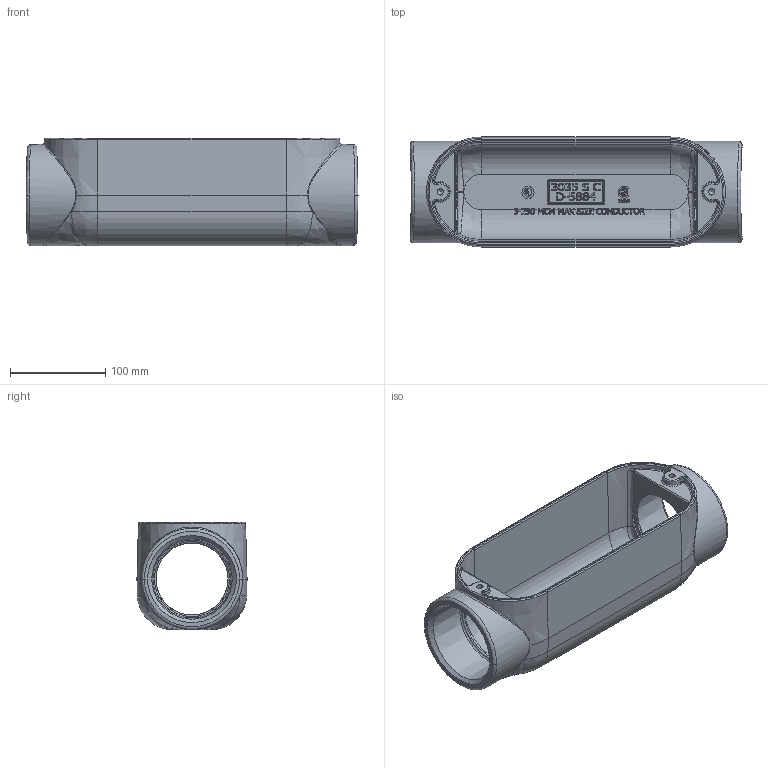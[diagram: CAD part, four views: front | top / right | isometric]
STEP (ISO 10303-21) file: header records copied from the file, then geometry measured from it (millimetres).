
FILE_DESCRIPTION(/* description */ ('OC-8'),/* implementation_level */ '2;1');
FILE_NAME(/* name */ 'KIL_OC-8.stp',/* time_stamp */ '2019-12-27T14:34:19+05:00',/* author */ ('mashraf'),/* organization */ (''),/* preprocessor_version */ 'ST-DEVELOPER v16.13',/* originating_system */ 'Autodesk Inventor 2018',/* authorisation */ '');
FILE_SCHEMA (('AUTOMOTIVE_DESIGN { 1 0 10303 214 3 1 1 }'));
Length unit declared in the file: inch
Products named in the file (1): 5884-1 OC-8
Bounding box: 349.25 x 115.83 x 112.71 mm (x, y, z)
Volume: 813907 mm3; surface area: 229145 mm2
Topology: 1 solids, 1 shells, 1135 faces, 3101 edges, 2016 vertices
Faces by surface type: plane 548, bspline 472, cylinder 71, cone 18, torus 18, sphere 8
Full cylindrical faces by diameter (mm): 6.528 x2, 8.467 x1, 12.7 x1, 75.692 x2, 83.741 x2, 106.362 x2
Entity records: 41025 total; most frequent: CARTESIAN_POINT 15355, ORIENTED_EDGE 6126, DIRECTION 3839, EDGE_CURVE 3063, VERTEX_POINT 2010, LINE 1809, VECTOR 1809, EDGE_LOOP 1219
